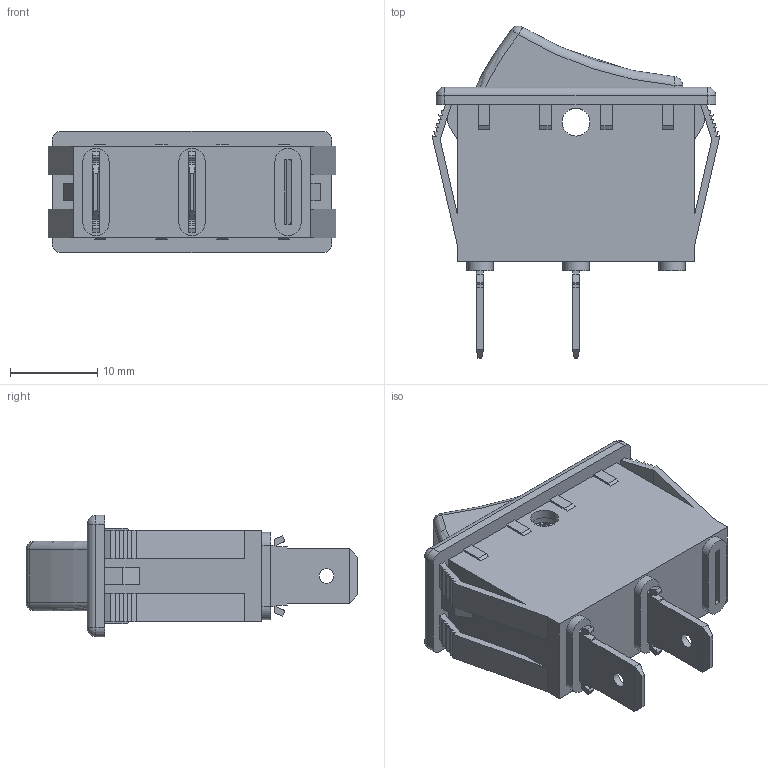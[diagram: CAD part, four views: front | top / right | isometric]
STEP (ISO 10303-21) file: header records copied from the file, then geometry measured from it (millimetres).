
FILE_DESCRIPTION(/* description */ (''),/* implementation_level */ '2;1');
FILE_NAME(/* name */ 'RB141Exxx1.stp',/* time_stamp */ '2026-01-30T21:10:23-06:00',/* author */ ('jmeyers'),/* organization */ (''),/* preprocessor_version */ 'ST-DEVELOPER v18.1',/* originating_system */ 'Autodesk Inventor 2022',/* authorisation */ '');
FILE_SCHEMA (('AUTOMOTIVE_DESIGN { 1 0 10303 214 3 1 1 }'));
Products named in the file (1): Part60
Bounding box: 32.94 x 38 x 13.9 mm (x, y, z)
Volume: 3294 mm3; surface area: 6102.3 mm2
Topology: 2 solids, 2 shells, 1933 faces, 4868 edges, 3220 vertices
Faces by surface type: plane 1797, cylinder 118, torus 10, sphere 8
Full cylindrical faces by diameter (mm): 1.65 x4, 1.7 x2, 3 x1, 3.2 x2, 4 x1
Entity records: 57166 total; most frequent: CARTESIAN_POINT 10306, ORIENTED_EDGE 9720, DIRECTION 8996, EDGE_CURVE 4860, LINE 4556, VECTOR 4556, VERTEX_POINT 3220, EDGE_LOOP 2256
